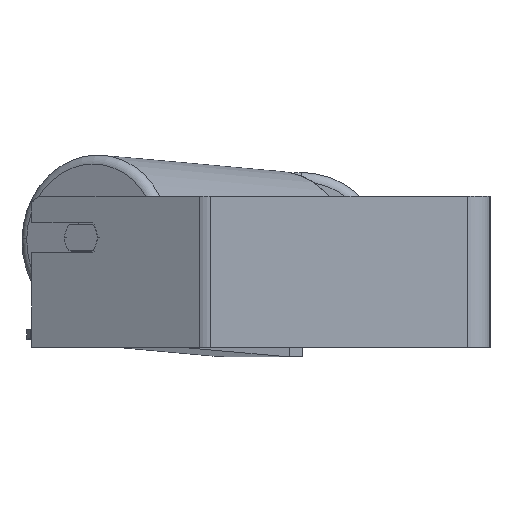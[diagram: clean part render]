
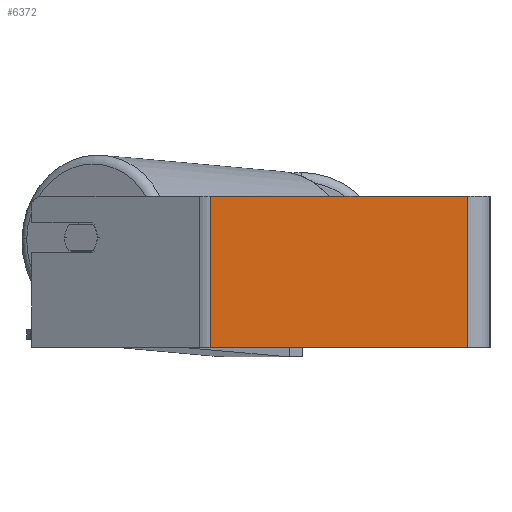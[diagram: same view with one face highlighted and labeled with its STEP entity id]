
A CAD part, left-side view. The second image highlights one B-rep face of the part: STEP entity #6372.
In plain terms, the highlighted planar face has unit normal (-1, 0, 0).
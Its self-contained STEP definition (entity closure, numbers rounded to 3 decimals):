
#490 = LINE ( 'NONE', #4907, #1456 ) ;
#517 = CARTESIAN_POINT ( 'NONE',  ( -360., 147.896, 40. ) ) ;
#715 = AXIS2_PLACEMENT_3D ( 'NONE', #6483, #7947, #4363 ) ;
#759 = VECTOR ( 'NONE', #1094, 1000. ) ;
#1094 = DIRECTION ( 'NONE',  ( 0., -1., 0. ) ) ;
#1430 = ORIENTED_EDGE ( 'NONE', *, *, #7673, .T. ) ;
#1456 = VECTOR ( 'NONE', #8141, 1000. ) ;
#1657 = EDGE_CURVE ( 'NONE', #3449, #7365, #8461, .T. ) ;
#1735 = EDGE_CURVE ( 'NONE', #7994, #7374, #5269, .T. ) ;
#2005 = CARTESIAN_POINT ( 'NONE',  ( -360., 12., 40. ) ) ;
#3055 = DIRECTION ( 'NONE',  ( 0., 0., -1. ) ) ;
#3201 = VECTOR ( 'NONE', #3055, 1000. ) ;
#3449 = VERTEX_POINT ( 'NONE', #6646 ) ;
#3799 = PLANE ( 'NONE',  #715 ) ;
#4071 = ORIENTED_EDGE ( 'NONE', *, *, #6681, .F. ) ;
#4363 = DIRECTION ( 'NONE',  ( 0., 0., -1. ) ) ;
#4907 = CARTESIAN_POINT ( 'NONE',  ( -360., 147.896, 40. ) ) ;
#5011 = DIRECTION ( 'NONE',  ( 0., -1., 0. ) ) ;
#5139 = FACE_OUTER_BOUND ( 'NONE', #7020, .T. ) ;
#5269 = LINE ( 'NONE', #7362, #759 ) ;
#5950 = CARTESIAN_POINT ( 'NONE',  ( -360., 12., 40. ) ) ;
#6372 = ADVANCED_FACE ( 'NONE', ( #5139 ), #3799, .F. ) ;
#6395 = CARTESIAN_POINT ( 'NONE',  ( -360., 151.112, -40. ) ) ;
#6483 = CARTESIAN_POINT ( 'NONE',  ( -360., 151.112, 40. ) ) ;
#6646 = CARTESIAN_POINT ( 'NONE',  ( -360., 147.896, -40. ) ) ;
#6681 = EDGE_CURVE ( 'NONE', #7374, #7365, #7969, .T. ) ;
#6737 = ORIENTED_EDGE ( 'NONE', *, *, #1735, .F. ) ;
#7020 = EDGE_LOOP ( 'NONE', ( #7557, #4071, #6737, #1430 ) ) ;
#7362 = CARTESIAN_POINT ( 'NONE',  ( -360., 151.112, 40. ) ) ;
#7365 = VERTEX_POINT ( 'NONE', #9059 ) ;
#7374 = VERTEX_POINT ( 'NONE', #2005 ) ;
#7484 = VECTOR ( 'NONE', #5011, 1000. ) ;
#7557 = ORIENTED_EDGE ( 'NONE', *, *, #1657, .T. ) ;
#7673 = EDGE_CURVE ( 'NONE', #7994, #3449, #490, .T. ) ;
#7947 = DIRECTION ( 'NONE',  ( 1., 0., 0. ) ) ;
#7969 = LINE ( 'NONE', #5950, #3201 ) ;
#7994 = VERTEX_POINT ( 'NONE', #517 ) ;
#8141 = DIRECTION ( 'NONE',  ( 0., 0., -1. ) ) ;
#8461 = LINE ( 'NONE', #6395, #7484 ) ;
#9059 = CARTESIAN_POINT ( 'NONE',  ( -360., 12., -40. ) ) ;
